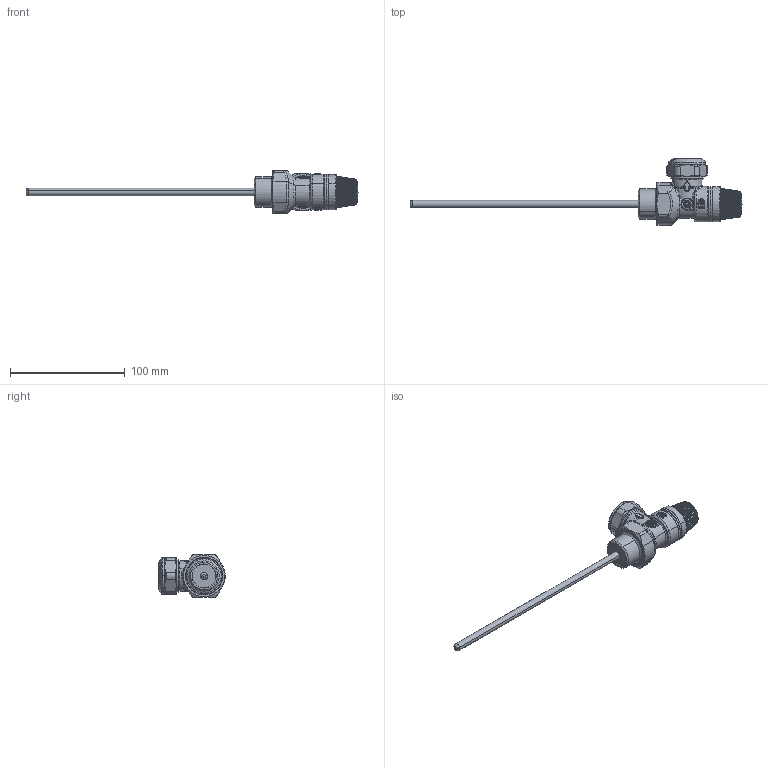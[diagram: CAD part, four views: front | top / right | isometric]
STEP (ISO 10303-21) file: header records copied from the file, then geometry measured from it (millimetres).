
FILE_DESCRIPTION(('CATIA V5 STEP Exchange'),'2;1');
FILE_NAME('STEP_309505_-_TST.stp','2018-11-23T15:09:14+00:00',('none'),('none'),'CATIA Version 5-6 Release 2016 SP4','CATIA V5 STEP AP203','none');
FILE_SCHEMA(('CONFIG_CONTROL_DESIGN'));
Products named in the file (1): 309505 - TST
Bounding box: 288.82 x 57.76 x 36.8 mm (x, y, z)
Volume: 81757.2 mm3; surface area: 23361.8 mm2
Topology: 1 solids, 4 shells, 1993 faces, 4907 edges, 2790 vertices
Faces by surface type: bspline 1375, cylinder 247, plane 135, cone 99, sphere 86, torus 49, revolution 2
Entity records: 122032 total; most frequent: CARTESIAN_POINT 88919, ORIENTED_EDGE 9518, EDGE_CURVE 4759, B_SPLINE_CURVE_WITH_KNOTS 3765, VERTEX_POINT 2790, EDGE_LOOP 2027, ADVANCED_FACE 1993, FACE_OUTER_BOUND 1993
